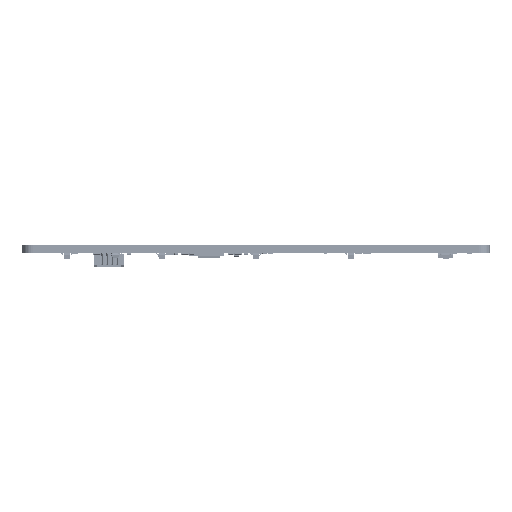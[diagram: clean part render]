
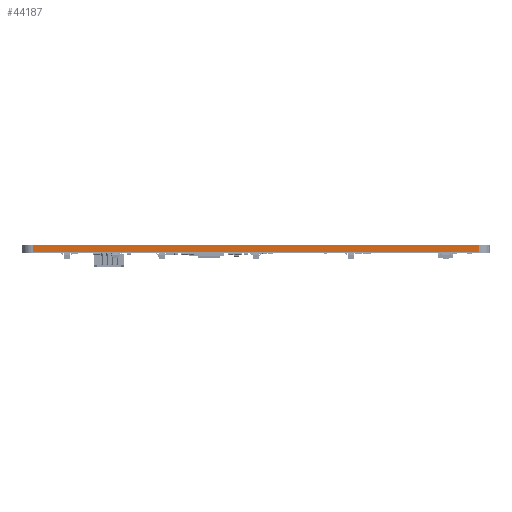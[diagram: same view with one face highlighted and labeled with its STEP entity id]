
A CAD part, left-side view. The second image highlights one B-rep face of the part: STEP entity #44187.
In plain terms, the highlighted planar face has unit normal (-1, 0, 0).
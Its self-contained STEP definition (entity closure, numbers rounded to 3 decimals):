
#2938=PLANE('',#47430);
#4432=FACE_OUTER_BOUND('',#7206,.T.);
#7206=EDGE_LOOP('',(#32019,#32020,#32021,#32022));
#10183=LINE('',#65116,#14205);
#10287=LINE('',#65948,#14309);
#10436=LINE('',#66511,#14458);
#10437=LINE('',#66513,#14459);
#14205=VECTOR('',#51555,10.);
#14309=VECTOR('',#52467,10.);
#14458=VECTOR('',#53174,10.);
#14459=VECTOR('',#53177,10.);
#20378=VERTEX_POINT('',#65113);
#20379=VERTEX_POINT('',#65115);
#20702=VERTEX_POINT('',#65945);
#20703=VERTEX_POINT('',#65947);
#24442=EDGE_CURVE('',#20378,#20379,#10183,.T.);
#24858=EDGE_CURVE('',#20703,#20702,#10287,.T.);
#25140=EDGE_CURVE('',#20702,#20379,#10436,.T.);
#25141=EDGE_CURVE('',#20703,#20378,#10437,.T.);
#32019=ORIENTED_EDGE('',*,*,#24858,.T.);
#32020=ORIENTED_EDGE('',*,*,#25140,.T.);
#32021=ORIENTED_EDGE('',*,*,#24442,.F.);
#32022=ORIENTED_EDGE('',*,*,#25141,.F.);
#44187=ADVANCED_FACE('',(#4432),#2938,.T.);
#47430=AXIS2_PLACEMENT_3D('',#66512,#53175,#53176);
#51555=DIRECTION('',(0.,-1.,0.));
#52467=DIRECTION('',(0.,-1.,0.));
#53174=DIRECTION('',(0.,0.,1.));
#53175=DIRECTION('center_axis',(-1.,0.,0.));
#53176=DIRECTION('ref_axis',(0.,-1.,0.));
#53177=DIRECTION('',(0.,0.,1.));
#65113=CARTESIAN_POINT('',(-9.001,6.807,1.5));
#65115=CARTESIAN_POINT('',(-9.001,-82.893,1.5));
#65116=CARTESIAN_POINT('',(-9.001,6.807,1.5));
#65945=CARTESIAN_POINT('',(-9.001,-82.893,0.));
#65947=CARTESIAN_POINT('',(-9.001,6.807,0.));
#65948=CARTESIAN_POINT('',(-9.001,6.807,0.));
#66511=CARTESIAN_POINT('',(-9.001,-82.893,0.));
#66512=CARTESIAN_POINT('Origin',(-9.001,6.807,0.));
#66513=CARTESIAN_POINT('',(-9.001,6.807,0.));
